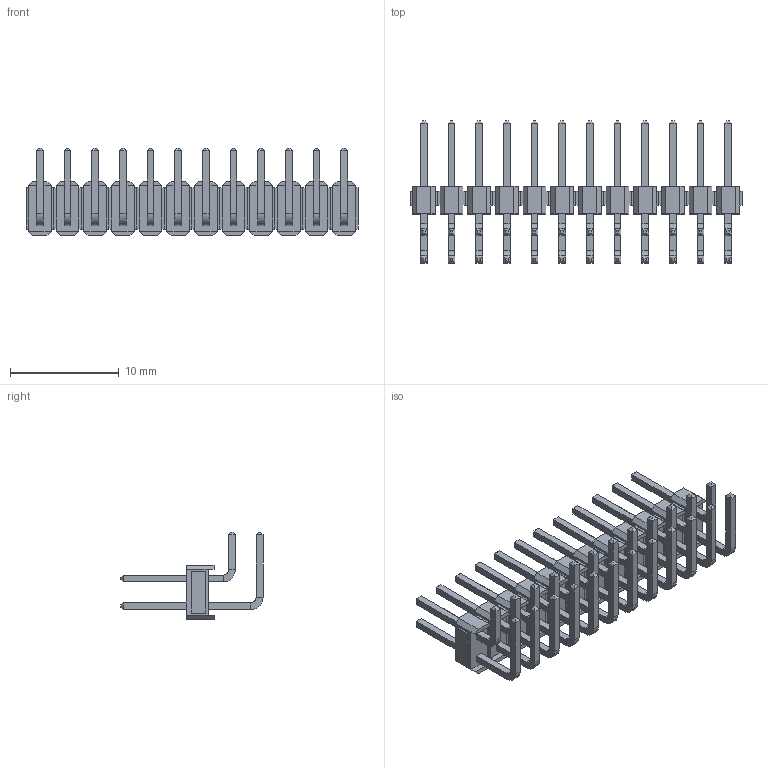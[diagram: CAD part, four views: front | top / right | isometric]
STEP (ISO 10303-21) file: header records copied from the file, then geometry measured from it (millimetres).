
FILE_DESCRIPTION (( 'STEP AP214' ), '1' );
FILE_NAME ('PLDR-24.STEP', '2019-07-02T20:45:35', ( '' ), ( '' ), 'SwSTEP 2.0', 'SolidWorks 2018', '' );
FILE_SCHEMA (( 'AUTOMOTIVE_DESIGN' ));
Length unit declared in the file: millimetre
Products named in the file (1): PLDR-24
Bounding box: 30.48 x 13.04 x 8 mm (x, y, z)
Volume: 420.9 mm3; surface area: 1555.1 mm2
Topology: 12 solids, 12 shells, 912 faces, 2016 edges, 1200 vertices
Faces by surface type: plane 864, cylinder 48
Entity records: 34265 total; most frequent: CARTESIAN_POINT 4129, ORIENTED_EDGE 4032, DIRECTION 3938, EDGE_CURVE 2016, VECTOR 1920, LINE 1920, VERTEX_POINT 1200, AXIS2_PLACEMENT_3D 1009
